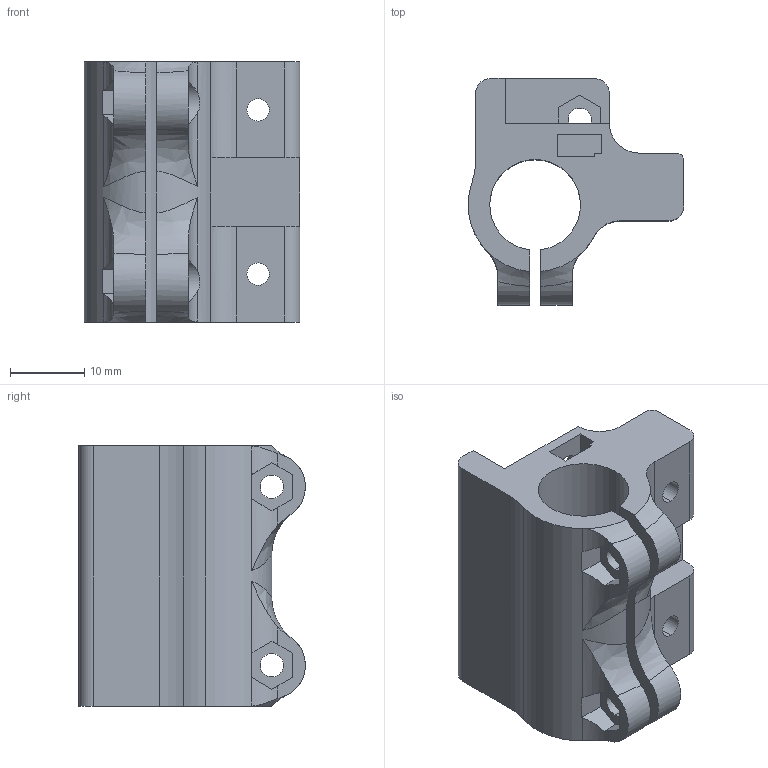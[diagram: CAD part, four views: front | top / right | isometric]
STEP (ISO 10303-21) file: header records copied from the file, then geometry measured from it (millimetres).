
FILE_DESCRIPTION (( 'STEP AP214' ), '1' );
FILE_NAME ('Belt Tensioner 8mm X.STEP', '2023-09-14T20:04:15', ( '' ), ( '' ), 'SwSTEP 2.0', 'SolidWorks 2019', '' );
FILE_SCHEMA (( 'AUTOMOTIVE_DESIGN' ));
Length unit declared in the file: millimetre
Products named in the file (1): Belt Tensioner 8mm X
Bounding box: 29 x 30.5 x 35 mm (x, y, z)
Volume: 10932.8 mm3; surface area: 7422.2 mm2
Topology: 1 solids, 2 shells, 187 faces, 530 edges, 351 vertices
Faces by surface type: plane 115, cylinder 62, bspline 10
Entity records: 7249 total; most frequent: CARTESIAN_POINT 2436, ORIENTED_EDGE 1060, DIRECTION 914, EDGE_CURVE 530, VERTEX_POINT 351, VECTOR 350, LINE 350, AXIS2_PLACEMENT_3D 282
